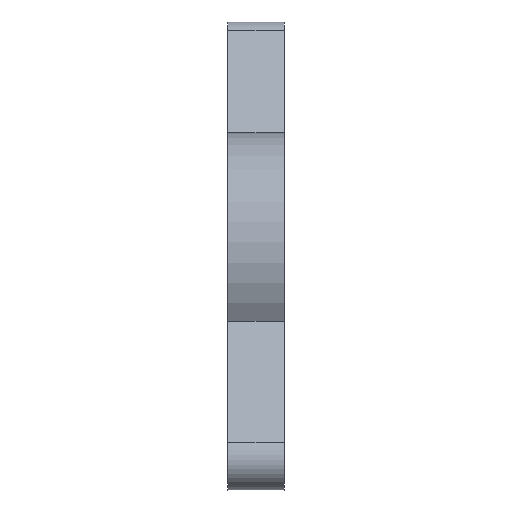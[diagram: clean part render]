
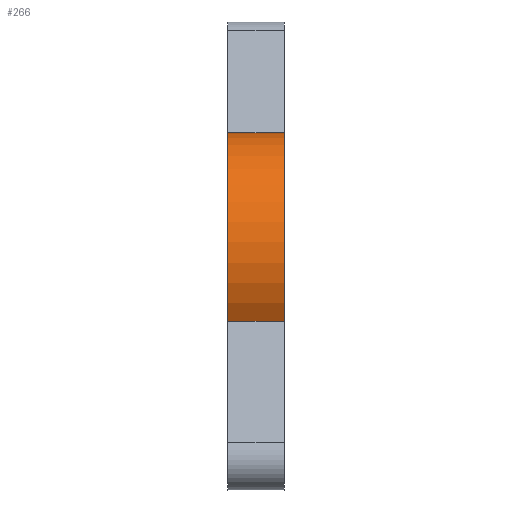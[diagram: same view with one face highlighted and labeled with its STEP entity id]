
A CAD part, left-side view. The second image highlights one B-rep face of the part: STEP entity #266.
In plain terms, the highlighted cylindrical face has radius 11 mm (diameter 22 mm), a partial arc.
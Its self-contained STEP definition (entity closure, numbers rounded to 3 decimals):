
#20 = AXIS2_PLACEMENT_3D ( 'NONE', #768, #862, #109 ) ;
#21 = DIRECTION ( 'NONE',  ( 0., 1., 0. ) ) ;
#39 = VECTOR ( 'NONE', #414, 1000. ) ;
#56 = AXIS2_PLACEMENT_3D ( 'NONE', #583, #850, #912 ) ;
#109 = DIRECTION ( 'NONE',  ( 0., 0., 1. ) ) ;
#130 = VERTEX_POINT ( 'NONE', #717 ) ;
#131 = DIRECTION ( 'NONE',  ( 0., 0., 1. ) ) ;
#151 = CARTESIAN_POINT ( 'NONE',  ( -9.342, 0., -5.807 ) ) ;
#157 = FACE_OUTER_BOUND ( 'NONE', #242, .T. ) ;
#161 = DIRECTION ( 'NONE',  ( 0., 1., 0. ) ) ;
#175 = CARTESIAN_POINT ( 'NONE',  ( 0., 0., 0. ) ) ;
#242 = EDGE_LOOP ( 'NONE', ( #568, #861, #766, #563 ) ) ;
#250 = LINE ( 'NONE', #582, #625 ) ;
#266 = ADVANCED_FACE ( 'NONE', ( #157 ), #522, .T. ) ;
#269 = CIRCLE ( 'NONE', #20, 11. ) ;
#310 = CARTESIAN_POINT ( 'NONE',  ( 5.807, 0., 9.342 ) ) ;
#321 = LINE ( 'NONE', #501, #39 ) ;
#414 = DIRECTION ( 'NONE',  ( 0., 1., 0. ) ) ;
#489 = AXIS2_PLACEMENT_3D ( 'NONE', #175, #21, #131 ) ;
#501 = CARTESIAN_POINT ( 'NONE',  ( 5.807, 0., 9.342 ) ) ;
#522 = CYLINDRICAL_SURFACE ( 'NONE', #56, 11. ) ;
#563 = ORIENTED_EDGE ( 'NONE', *, *, #787, .T. ) ;
#568 = ORIENTED_EDGE ( 'NONE', *, *, #943, .F. ) ;
#582 = CARTESIAN_POINT ( 'NONE',  ( -9.342, 0., -5.807 ) ) ;
#583 = CARTESIAN_POINT ( 'NONE',  ( 0., 5., 0. ) ) ;
#625 = VECTOR ( 'NONE', #161, 1000. ) ;
#626 = VERTEX_POINT ( 'NONE', #310 ) ;
#657 = EDGE_CURVE ( 'NONE', #777, #899, #250, .T. ) ;
#663 = CIRCLE ( 'NONE', #489, 11. ) ;
#717 = CARTESIAN_POINT ( 'NONE',  ( 5.807, 5., 9.342 ) ) ;
#766 = ORIENTED_EDGE ( 'NONE', *, *, #852, .T. ) ;
#768 = CARTESIAN_POINT ( 'NONE',  ( 0., 5., 0. ) ) ;
#777 = VERTEX_POINT ( 'NONE', #151 ) ;
#787 = EDGE_CURVE ( 'NONE', #626, #130, #321, .T. ) ;
#850 = DIRECTION ( 'NONE',  ( 0., -1., 0. ) ) ;
#852 = EDGE_CURVE ( 'NONE', #777, #626, #663, .T. ) ;
#861 = ORIENTED_EDGE ( 'NONE', *, *, #657, .F. ) ;
#862 = DIRECTION ( 'NONE',  ( 0., 1., 0. ) ) ;
#899 = VERTEX_POINT ( 'NONE', #944 ) ;
#912 = DIRECTION ( 'NONE',  ( 0., 0., -1. ) ) ;
#943 = EDGE_CURVE ( 'NONE', #899, #130, #269, .T. ) ;
#944 = CARTESIAN_POINT ( 'NONE',  ( -9.342, 5., -5.807 ) ) ;
